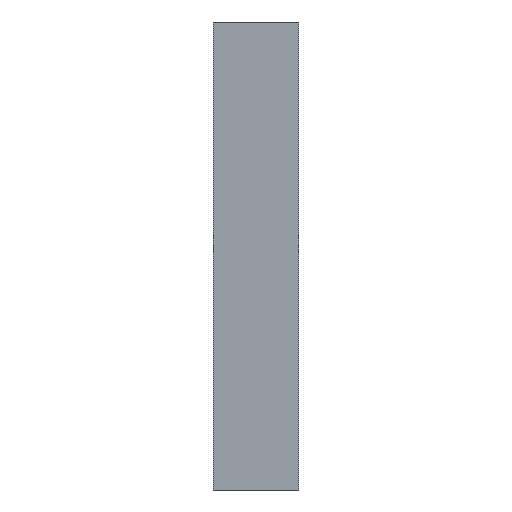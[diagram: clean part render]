
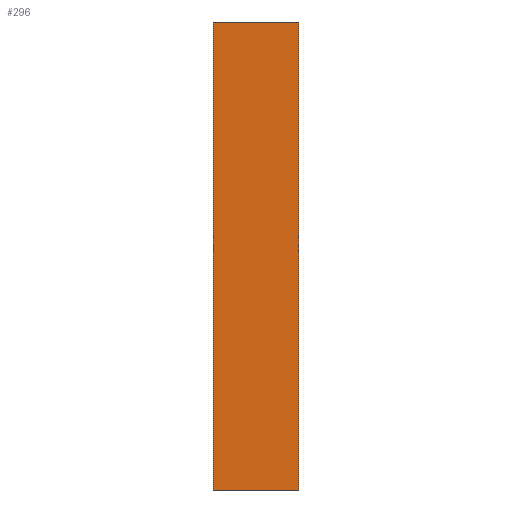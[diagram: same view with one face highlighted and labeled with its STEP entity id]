
A CAD part, left-side view. The second image highlights one B-rep face of the part: STEP entity #296.
In plain terms, the highlighted planar face has unit normal (-1, 0, 0).
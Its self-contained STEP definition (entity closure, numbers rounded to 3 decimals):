
#89=DIRECTION('',(0.,1.,0.));
#90=VECTOR('',#89,100.);
#91=CARTESIAN_POINT('',(0.,0.,-550.));
#92=LINE('',#91,#90);
#137=DIRECTION('',(0.,0.,1.));
#138=VECTOR('',#137,550.);
#139=CARTESIAN_POINT('',(0.,0.,-550.));
#140=LINE('',#139,#138);
#141=DIRECTION('',(0.,1.,0.));
#142=VECTOR('',#141,100.);
#143=CARTESIAN_POINT('',(0.,0.,0.));
#144=LINE('',#143,#142);
#149=DIRECTION('',(0.,0.,1.));
#150=VECTOR('',#149,550.);
#151=CARTESIAN_POINT('',(0.,100.,-550.));
#152=LINE('',#151,#150);
#233=CARTESIAN_POINT('',(0.,0.,0.));
#235=VERTEX_POINT('',#233);
#255=CARTESIAN_POINT('',(0.,0.,-550.));
#256=VERTEX_POINT('',#255);
#257=CARTESIAN_POINT('',(0.,100.,0.));
#259=VERTEX_POINT('',#257);
#279=CARTESIAN_POINT('',(0.,100.,-550.));
#280=VERTEX_POINT('',#279);
#281=CARTESIAN_POINT('',(0.,0.,-550.));
#282=DIRECTION('',(-1.,0.,0.));
#283=DIRECTION('',(0.,0.,1.));
#284=AXIS2_PLACEMENT_3D('',#281,#282,#283);
#285=PLANE('',#284);
#287=ORIENTED_EDGE('',*,*,#286,.F.);
#289=ORIENTED_EDGE('',*,*,#288,.T.);
#291=ORIENTED_EDGE('',*,*,#290,.T.);
#293=ORIENTED_EDGE('',*,*,#292,.F.);
#294=EDGE_LOOP('',(#287,#289,#291,#293));
#295=FACE_OUTER_BOUND('',#294,.F.);
#296=ADVANCED_FACE('',(#295),#285,.T.);
#286=EDGE_CURVE('',#256,#235,#140,.T.);
#288=EDGE_CURVE('',#256,#280,#92,.T.);
#290=EDGE_CURVE('',#280,#259,#152,.T.);
#292=EDGE_CURVE('',#235,#259,#144,.T.);
